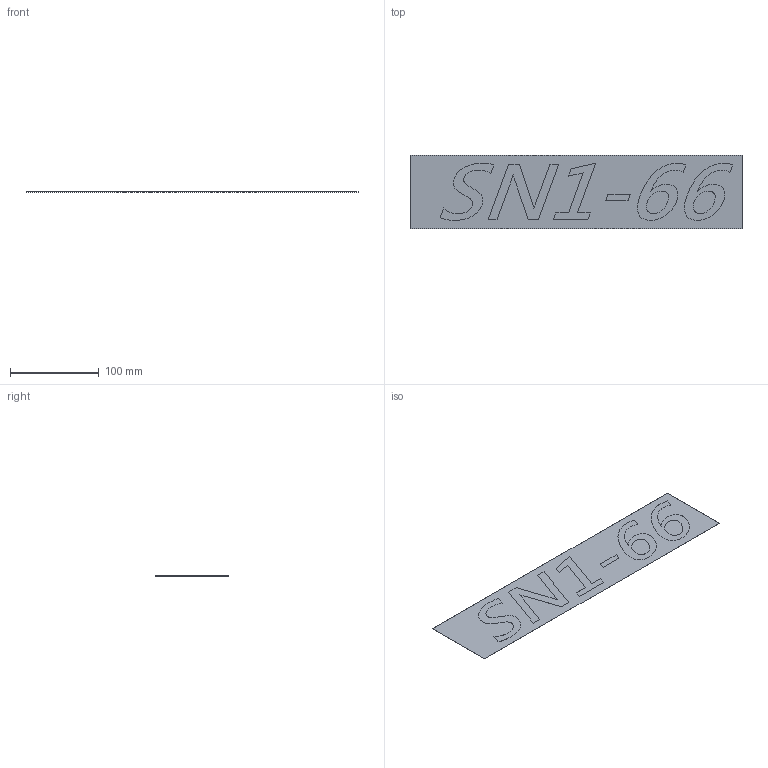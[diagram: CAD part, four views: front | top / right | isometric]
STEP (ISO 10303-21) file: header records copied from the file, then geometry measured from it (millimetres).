
FILE_DESCRIPTION (( 'STEP AP203' ), '1' );
FILE_NAME ('372N41S01-型式貼紙.STEP', '2023-10-02T08:47:36', ( '' ), ( '' ), 'SwSTEP 2.0', 'SolidWorks 2018', '' );
FILE_SCHEMA (( 'CONFIG_CONTROL_DESIGN' ));
Length unit declared in the file: millimetre
Products named in the file (1): 372N41S01-型式貼紙
Bounding box: 375 x 83.3 x 0.1 mm (x, y, z)
Volume: 2985.7 mm3; surface area: 62599.4 mm2
Topology: 1 solids, 1 shells, 86 faces, 228 edges, 152 vertices
Faces by surface type: plane 46, bspline 40
Entity records: 4833 total; most frequent: CARTESIAN_POINT 2891, ORIENTED_EDGE 456, DIRECTION 242, EDGE_CURVE 228, VERTEX_POINT 152, VECTOR 148, LINE 148, EDGE_LOOP 94
